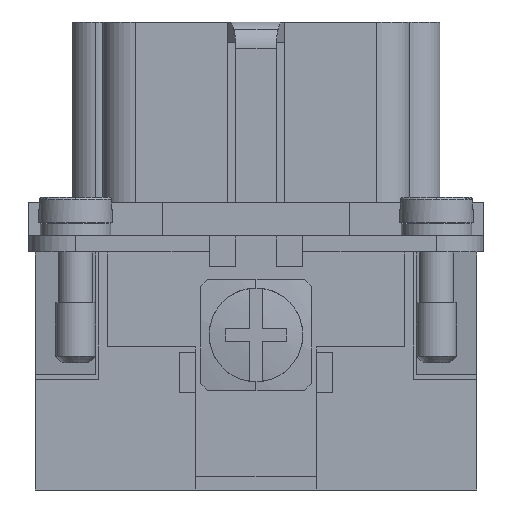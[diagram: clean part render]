
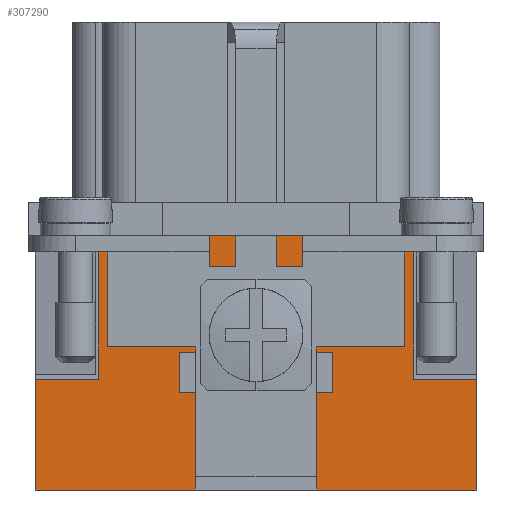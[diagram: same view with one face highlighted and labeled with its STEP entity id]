
A CAD part, left-side view. The second image highlights one B-rep face of the part: STEP entity #307290.
In plain terms, the highlighted planar face has unit normal (-1, 0, 0).
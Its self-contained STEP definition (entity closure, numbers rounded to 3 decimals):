
#179190=CARTESIAN_POINT('',(-31.6,-11.75,19.));
#179200=VERTEX_POINT('',#179190);
#179230=CARTESIAN_POINT('',(-31.6,-11.75,19.));
#179240=DIRECTION('',(0.,1.,0.));
#179250=VECTOR('',#179240,23.5);
#179260=LINE('',#179230,#179250);
#179270=CARTESIAN_POINT('',(-31.6,11.75,19.));
#179280=VERTEX_POINT('',#179270);
#179290=EDGE_CURVE('',#179200,#179280,#179260,.T.);
#301310=CARTESIAN_POINT('',(-31.6,11.75,19.));
#301320=DIRECTION('',(0.,0.,-1.));
#301330=VECTOR('',#301320,10.7);
#301340=LINE('',#301310,#301330);
#301350=CARTESIAN_POINT('',(-31.6,11.75,8.3));
#301360=VERTEX_POINT('',#301350);
#301370=EDGE_CURVE('',#179280,#301360,#301340,.T.);
#301960=CARTESIAN_POINT('',(-31.6,16.5,8.3));
#301970=VERTEX_POINT('',#301960);
#302020=CARTESIAN_POINT('',(-31.6,11.75,8.3));
#302030=DIRECTION('',(0.,1.,0.));
#302040=VECTOR('',#302030,4.75);
#302050=LINE('',#302020,#302040);
#302060=EDGE_CURVE('',#301360,#301970,#302050,.T.);
#304640=CARTESIAN_POINT('',(-31.6,-11.75,8.3));
#304650=DIRECTION('',(0.,0.,1.));
#304660=VECTOR('',#304650,10.7);
#304670=LINE('',#304640,#304660);
#304680=CARTESIAN_POINT('',(-31.6,-11.75,8.3));
#304690=VERTEX_POINT('',#304680);
#304700=EDGE_CURVE('',#304690,#179200,#304670,.T.);
#305010=CARTESIAN_POINT('',(-31.6,-16.5,8.3));
#305020=VERTEX_POINT('',#305010);
#305050=CARTESIAN_POINT('',(-31.6,-16.5,8.3));
#305060=DIRECTION('',(0.,1.,0.));
#305070=VECTOR('',#305060,4.75);
#305080=LINE('',#305050,#305070);
#305090=EDGE_CURVE('',#305020,#304690,#305080,.T.);
#305260=CARTESIAN_POINT('',(-31.6,16.5,0.));
#305270=DIRECTION('',(0.,0.,1.));
#305280=VECTOR('',#305270,8.3);
#305290=LINE('',#305260,#305280);
#305300=CARTESIAN_POINT('',(-31.6,16.5,0.));
#305310=VERTEX_POINT('',#305300);
#305320=EDGE_CURVE('',#305310,#301970,#305290,.T.);
#306700=CARTESIAN_POINT('',(-31.6,-16.5,0.));
#306710=DIRECTION('',(-1.,0.,0.));
#306720=DIRECTION('',(0.,0.,1.));
#306730=AXIS2_PLACEMENT_3D('',#306700,#306710,#306720);
#306740=PLANE('',#306730);
#306750=ORIENTED_EDGE('',*,*,#179290,.T.);
#306760=ORIENTED_EDGE('',*,*,#304700,.T.);
#306770=ORIENTED_EDGE('',*,*,#305090,.T.);
#306780=CARTESIAN_POINT('',(-31.6,-16.5,0.));
#306790=DIRECTION('',(0.,0.,1.));
#306800=VECTOR('',#306790,8.3);
#306810=LINE('',#306780,#306800);
#306820=CARTESIAN_POINT('',(-31.6,-16.5,0.));
#306830=VERTEX_POINT('',#306820);
#306840=EDGE_CURVE('',#306830,#305020,#306810,.T.);
#306850=ORIENTED_EDGE('',*,*,#306840,.T.);
#306860=CARTESIAN_POINT('',(-31.6,-16.5,0.));
#306870=DIRECTION('',(0.,1.,0.));
#306880=VECTOR('',#306870,11.95);
#306890=LINE('',#306860,#306880);
#306900=CARTESIAN_POINT('',(-31.6,-4.55,0.));
#306910=VERTEX_POINT('',#306900);
#306920=EDGE_CURVE('',#306830,#306910,#306890,.T.);
#306930=ORIENTED_EDGE('',*,*,#306920,.F.);
#306940=CARTESIAN_POINT('',(-31.6,-4.55,3.5));
#306950=DIRECTION('',(0.,0.,-1.));
#306960=VECTOR('',#306950,3.5);
#306970=LINE('',#306940,#306960);
#306980=CARTESIAN_POINT('',(-31.6,-4.55,3.5));
#306990=VERTEX_POINT('',#306980);
#307000=EDGE_CURVE('',#306990,#306910,#306970,.T.);
#307010=ORIENTED_EDGE('',*,*,#307000,.T.);
#307020=CARTESIAN_POINT('',(-31.6,4.55,3.5));
#307030=DIRECTION('',(0.,-1.,0.));
#307040=VECTOR('',#307030,9.1);
#307050=LINE('',#307020,#307040);
#307060=CARTESIAN_POINT('',(-31.6,4.55,3.5));
#307070=VERTEX_POINT('',#307060);
#307080=EDGE_CURVE('',#307070,#306990,#307050,.T.);
#307090=ORIENTED_EDGE('',*,*,#307080,.T.);
#307100=CARTESIAN_POINT('',(-31.6,4.55,0.));
#307110=DIRECTION('',(0.,0.,1.));
#307120=VECTOR('',#307110,3.5);
#307130=LINE('',#307100,#307120);
#307140=CARTESIAN_POINT('',(-31.6,4.55,0.));
#307150=VERTEX_POINT('',#307140);
#307160=EDGE_CURVE('',#307150,#307070,#307130,.T.);
#307170=ORIENTED_EDGE('',*,*,#307160,.T.);
#307180=CARTESIAN_POINT('',(-31.6,4.55,0.));
#307190=DIRECTION('',(0.,1.,0.));
#307200=VECTOR('',#307190,11.95);
#307210=LINE('',#307180,#307200);
#307220=EDGE_CURVE('',#307150,#305310,#307210,.T.);
#307230=ORIENTED_EDGE('',*,*,#307220,.F.);
#307240=ORIENTED_EDGE('',*,*,#305320,.F.);
#307250=ORIENTED_EDGE('',*,*,#302060,.T.);
#307260=ORIENTED_EDGE('',*,*,#301370,.T.);
#307270=EDGE_LOOP('',(#307260,#307250,#307240,#307230,#307170,#307090,
#307010,#306930,#306850,#306770,#306760,#306750));
#307280=FACE_OUTER_BOUND('',#307270,.T.);
#307290=ADVANCED_FACE('',(#307280),#306740,.T.);
